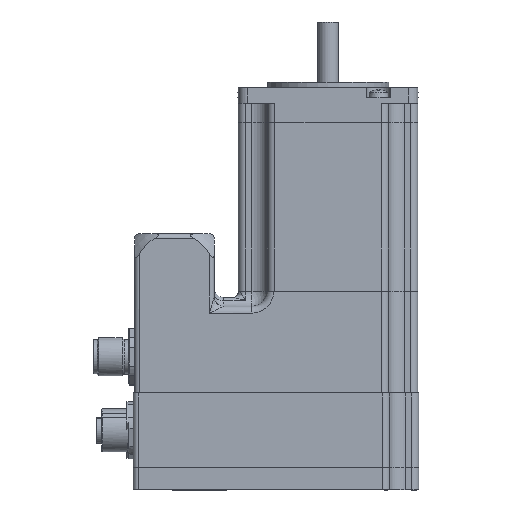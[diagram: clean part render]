
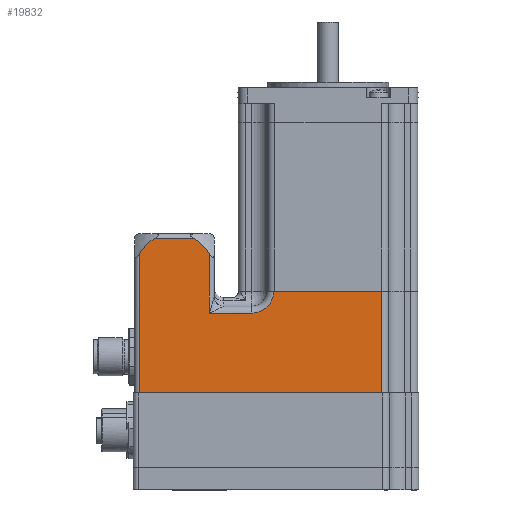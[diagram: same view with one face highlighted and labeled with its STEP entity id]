
A CAD part, left-side view. The second image highlights one B-rep face of the part: STEP entity #19832.
In plain terms, the highlighted planar face has unit normal (-1, 0, 0).
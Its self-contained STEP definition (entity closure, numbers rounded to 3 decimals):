
#849=LINE('',#30473,#2522);
#850=LINE('',#30498,#2523);
#851=LINE('',#30550,#2524);
#860=LINE('',#30877,#2533);
#869=LINE('',#30900,#2542);
#870=LINE('',#30902,#2543);
#871=LINE('',#30904,#2544);
#2522=VECTOR('',#24141,43.809);
#2523=VECTOR('',#24148,12.619);
#2524=VECTOR('',#24155,18.726);
#2533=VECTOR('',#24208,13.3);
#2542=VECTOR('',#24227,76.1);
#2543=VECTOR('',#24228,32.);
#2544=VECTOR('',#24229,33.883);
#4462=FACE_OUTER_BOUND('',#5473,.T.);
#5473=EDGE_LOOP('',(#13943,#13944,#13945,#13946,#13947,#13948,#13949,#13950,
#13951,#13952));
#6573=CIRCLE('',#21200,12.);
#6574=CIRCLE('',#21203,12.);
#6588=CIRCLE('',#21232,6.917);
#7864=VERTEX_POINT('',#30453);
#7865=VERTEX_POINT('',#30471);
#7866=VERTEX_POINT('',#30475);
#7867=VERTEX_POINT('',#30497);
#7868=VERTEX_POINT('',#30519);
#7869=VERTEX_POINT('',#30539);
#7885=VERTEX_POINT('',#30876);
#7894=VERTEX_POINT('',#30899);
#7895=VERTEX_POINT('',#30901);
#7896=VERTEX_POINT('',#30903);
#10204=EDGE_CURVE('',#7865,#7864,#849,.T.);
#10206=EDGE_CURVE('',#7864,#7866,#6573,.T.);
#10207=EDGE_CURVE('',#7866,#7867,#850,.T.);
#10210=EDGE_CURVE('',#7867,#7868,#6574,.T.);
#10212=EDGE_CURVE('',#7868,#7869,#851,.T.);
#10241=EDGE_CURVE('',#7869,#7885,#860,.T.);
#10252=EDGE_CURVE('',#7894,#7865,#869,.T.);
#10253=EDGE_CURVE('',#7895,#7894,#870,.T.);
#10254=EDGE_CURVE('',#7896,#7895,#871,.T.);
#10255=EDGE_CURVE('',#7885,#7896,#6588,.T.);
#13943=ORIENTED_EDGE('',*,*,#10212,.F.);
#13944=ORIENTED_EDGE('',*,*,#10210,.F.);
#13945=ORIENTED_EDGE('',*,*,#10207,.F.);
#13946=ORIENTED_EDGE('',*,*,#10206,.F.);
#13947=ORIENTED_EDGE('',*,*,#10204,.F.);
#13948=ORIENTED_EDGE('',*,*,#10252,.F.);
#13949=ORIENTED_EDGE('',*,*,#10253,.F.);
#13950=ORIENTED_EDGE('',*,*,#10254,.F.);
#13951=ORIENTED_EDGE('',*,*,#10255,.F.);
#13952=ORIENTED_EDGE('',*,*,#10241,.F.);
#18179=PLANE('',#21231);
#19832=ADVANCED_FACE('',(#4462),#18179,.T.);
#21200=AXIS2_PLACEMENT_3D('',#30495,#24144,#24145);
#21203=AXIS2_PLACEMENT_3D('',#30537,#24151,#24152);
#21231=AXIS2_PLACEMENT_3D('',#30898,#24225,#24226);
#21232=AXIS2_PLACEMENT_3D('',#30905,#24230,#24231);
#24141=DIRECTION('',(0.,0.,1.));
#24144=DIRECTION('center_axis',(1.,0.,0.));
#24145=DIRECTION('ref_axis',(0.,1.,0.));
#24148=DIRECTION('',(0.,-1.,0.));
#24151=DIRECTION('center_axis',(1.,0.,0.));
#24152=DIRECTION('ref_axis',(0.,1.,0.));
#24155=DIRECTION('',(0.,0.,-1.));
#24208=DIRECTION('',(0.,-1.,0.));
#24225=DIRECTION('center_axis',(-1.,0.,0.));
#24226=DIRECTION('ref_axis',(0.,1.,0.));
#24227=DIRECTION('',(0.,1.,0.));
#24228=DIRECTION('',(0.,0.,-1.));
#24229=DIRECTION('',(0.,-1.,0.));
#24230=DIRECTION('center_axis',(-1.,0.,0.));
#24231=DIRECTION('ref_axis',(0.,-0.707,-0.707));
#30453=CARTESIAN_POINT('',(-28.2,59.3,-47.491));
#30471=CARTESIAN_POINT('',(-28.2,59.3,-91.3));
#30473=CARTESIAN_POINT('',(-28.2,59.3,-91.3));
#30475=CARTESIAN_POINT('',(-28.2,54.609,-42.8));
#30495=CARTESIAN_POINT('Origin',(-28.2,48.8,-53.3));
#30497=CARTESIAN_POINT('',(-28.2,41.991,-42.8));
#30498=CARTESIAN_POINT('',(-28.2,54.609,-42.8));
#30519=CARTESIAN_POINT('',(-28.2,37.3,-47.491));
#30537=CARTESIAN_POINT('Origin',(-28.2,47.8,-53.3));
#30539=CARTESIAN_POINT('',(-28.2,37.3,-66.217));
#30550=CARTESIAN_POINT('',(-28.2,37.3,-47.491));
#30876=CARTESIAN_POINT('',(-28.2,24.,-66.217));
#30877=CARTESIAN_POINT('',(-28.2,37.3,-66.217));
#30898=CARTESIAN_POINT('Origin',(-28.2,-19.,-59.3));
#30899=CARTESIAN_POINT('',(-28.2,-16.8,-91.3));
#30900=CARTESIAN_POINT('',(-28.2,-16.8,-91.3));
#30901=CARTESIAN_POINT('',(-28.2,-16.8,-59.3));
#30902=CARTESIAN_POINT('',(-28.2,-16.8,-59.3));
#30903=CARTESIAN_POINT('',(-28.2,17.083,-59.3));
#30904=CARTESIAN_POINT('',(-28.2,17.083,-59.3));
#30905=CARTESIAN_POINT('Origin',(-28.2,24.,-59.3));
